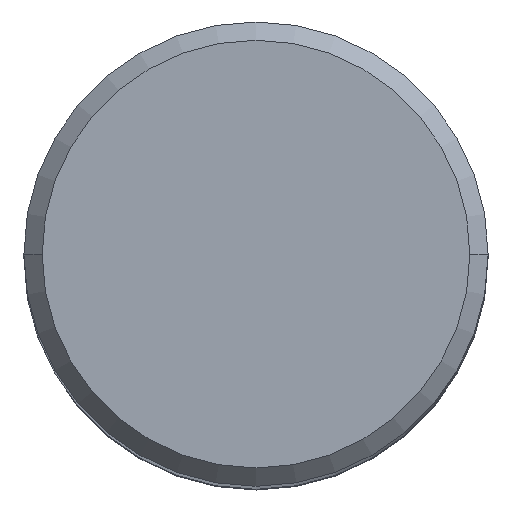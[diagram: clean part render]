
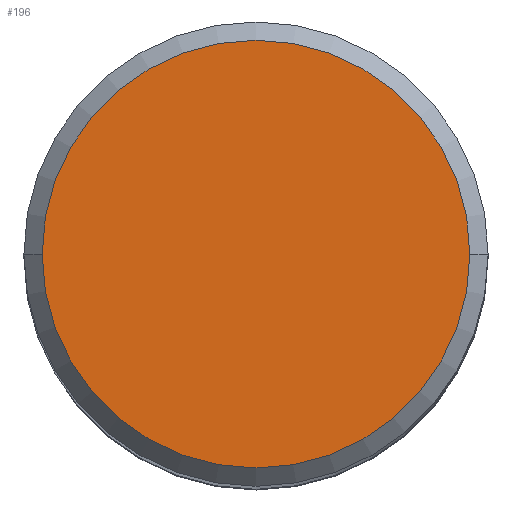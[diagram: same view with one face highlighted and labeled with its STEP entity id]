
A CAD part, top view. The second image highlights one B-rep face of the part: STEP entity #196.
In plain terms, the highlighted planar face has unit normal (0, 0, 1).
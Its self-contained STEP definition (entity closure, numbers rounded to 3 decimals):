
#142=FACE_OUTER_BOUND('',#260,.T.);
#196=ADVANCED_FACE('',(#142),#201,.F.);
#201=PLANE('',#1162);
#260=EDGE_LOOP('',(#499,#500));
#499=ORIENTED_EDGE('',*,*,#696,.T.);
#500=ORIENTED_EDGE('',*,*,#699,.T.);
#576=VERTEX_POINT('',#1804);
#577=VERTEX_POINT('',#1805);
#696=EDGE_CURVE('',#576,#577,#807,.T.);
#699=EDGE_CURVE('',#577,#576,#808,.T.);
#807=CIRCLE('',#1158,11.7);
#808=CIRCLE('',#1160,11.7);
#1158=AXIS2_PLACEMENT_3D('',#1803,#1524,#1525);
#1160=AXIS2_PLACEMENT_3D('',#1809,#1530,#1531);
#1162=AXIS2_PLACEMENT_3D('',#1811,#1534,#1535);
#1524=DIRECTION('',(0.,0.,1.));
#1525=DIRECTION('',(-1.,0.,0.));
#1530=DIRECTION('',(0.,0.,1.));
#1531=DIRECTION('',(1.,0.,0.));
#1534=DIRECTION('',(0.,0.,-1.));
#1535=DIRECTION('',(1.,0.,0.));
#1803=CARTESIAN_POINT('',(0.,0.,0.));
#1804=CARTESIAN_POINT('',(-11.7,0.,0.));
#1805=CARTESIAN_POINT('',(11.7,0.,0.));
#1809=CARTESIAN_POINT('',(0.,0.,0.));
#1811=CARTESIAN_POINT('',(0.,0.,0.));
